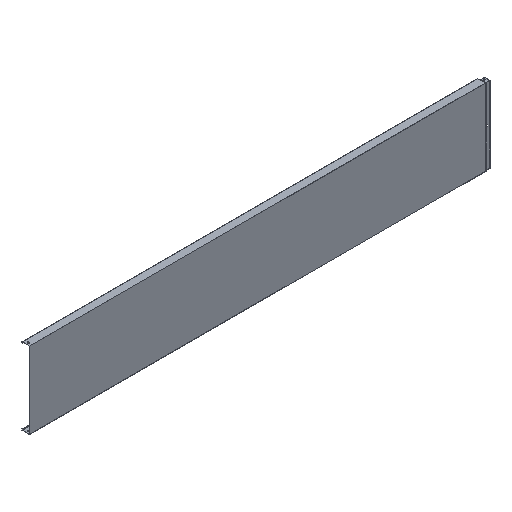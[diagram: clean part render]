
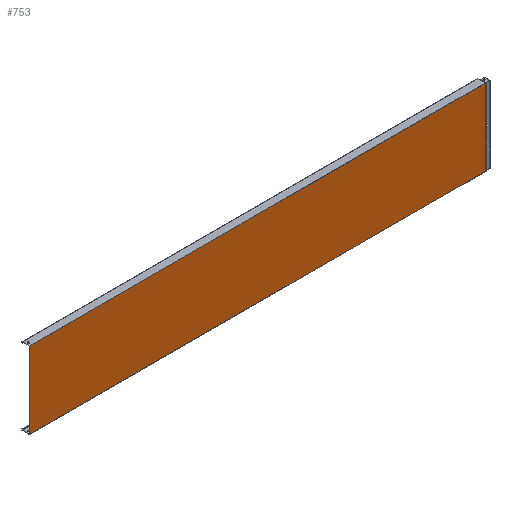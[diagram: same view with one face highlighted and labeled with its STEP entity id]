
A CAD part, isometric view. The second image highlights one B-rep face of the part: STEP entity #753.
In plain terms, the highlighted planar face has unit normal (0, -1, 0).
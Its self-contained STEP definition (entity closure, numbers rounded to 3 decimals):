
#70 = CARTESIAN_POINT ( 'NONE',  ( -2970., 0., -250. ) ) ;
#103 = CARTESIAN_POINT ( 'NONE',  ( 2.857, 0., -250. ) ) ;
#108 = VECTOR ( 'NONE', #768, 1000. ) ;
#136 = EDGE_CURVE ( 'NONE', #1467, #672, #802, .T. ) ;
#197 = CARTESIAN_POINT ( 'NONE',  ( -2970., 0., 250. ) ) ;
#243 = DIRECTION ( 'NONE',  ( 0., -1., 0. ) ) ;
#340 = VECTOR ( 'NONE', #408, 1000. ) ;
#408 = DIRECTION ( 'NONE',  ( -1., 0., 0. ) ) ;
#448 = LINE ( 'NONE', #1004, #340 ) ;
#594 = ORIENTED_EDGE ( 'NONE', *, *, #1548, .T. ) ;
#622 = VERTEX_POINT ( 'NONE', #1306 ) ;
#641 = VERTEX_POINT ( 'NONE', #103 ) ;
#672 = VERTEX_POINT ( 'NONE', #70 ) ;
#753 = ADVANCED_FACE ( 'NONE', ( #1022 ), #977, .T. ) ;
#768 = DIRECTION ( 'NONE',  ( 0., 0., 1. ) ) ;
#802 = LINE ( 'NONE', #197, #1710 ) ;
#808 = VECTOR ( 'NONE', #1565, 1000. ) ;
#815 = AXIS2_PLACEMENT_3D ( 'NONE', #1117, #243, #1251 ) ;
#905 = CARTESIAN_POINT ( 'NONE',  ( 500.001, 0., -250. ) ) ;
#960 = ORIENTED_EDGE ( 'NONE', *, *, #1672, .T. ) ;
#977 = PLANE ( 'NONE',  #815 ) ;
#1004 = CARTESIAN_POINT ( 'NONE',  ( 500.001, 0., 250. ) ) ;
#1022 = FACE_OUTER_BOUND ( 'NONE', #1409, .T. ) ;
#1077 = EDGE_CURVE ( 'NONE', #641, #672, #1508, .T. ) ;
#1117 = CARTESIAN_POINT ( 'NONE',  ( -2970., 0., 250. ) ) ;
#1131 = DIRECTION ( 'NONE',  ( 0., 0., -1. ) ) ;
#1251 = DIRECTION ( 'NONE',  ( 0., 0., -1. ) ) ;
#1306 = CARTESIAN_POINT ( 'NONE',  ( 2.857, 0., 250. ) ) ;
#1331 = ORIENTED_EDGE ( 'NONE', *, *, #1077, .F. ) ;
#1391 = ORIENTED_EDGE ( 'NONE', *, *, #136, .T. ) ;
#1409 = EDGE_LOOP ( 'NONE', ( #1331, #960, #594, #1391 ) ) ;
#1467 = VERTEX_POINT ( 'NONE', #1724 ) ;
#1508 = LINE ( 'NONE', #905, #808 ) ;
#1548 = EDGE_CURVE ( 'NONE', #622, #1467, #448, .T. ) ;
#1563 = CARTESIAN_POINT ( 'NONE',  ( 2.857, 0., -250. ) ) ;
#1565 = DIRECTION ( 'NONE',  ( -1., 0., 0. ) ) ;
#1647 = LINE ( 'NONE', #1563, #108 ) ;
#1672 = EDGE_CURVE ( 'NONE', #641, #622, #1647, .T. ) ;
#1710 = VECTOR ( 'NONE', #1131, 1000. ) ;
#1724 = CARTESIAN_POINT ( 'NONE',  ( -2970., 0., 250. ) ) ;
